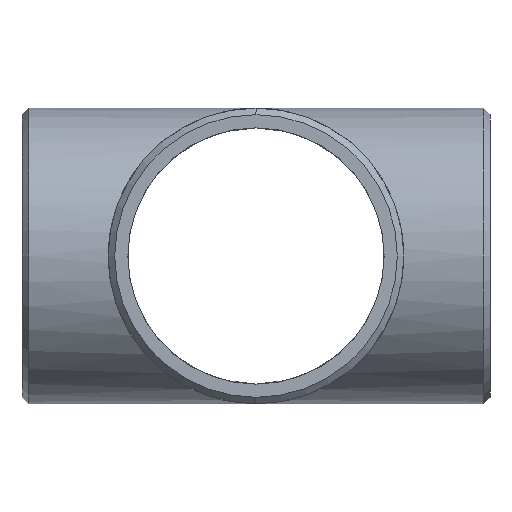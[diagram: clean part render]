
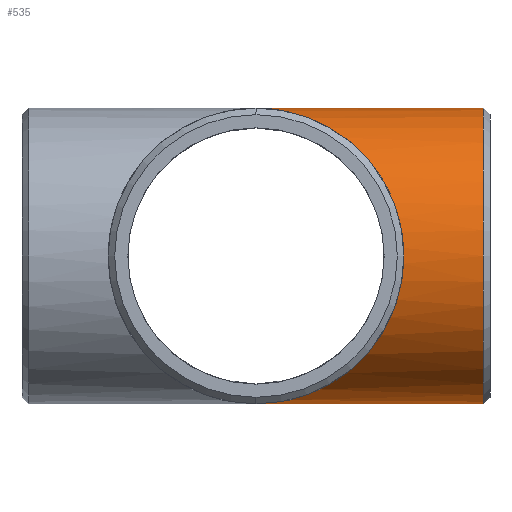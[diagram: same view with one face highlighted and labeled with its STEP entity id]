
A CAD part, left-side view. The second image highlights one B-rep face of the part: STEP entity #535.
In plain terms, the highlighted cylindrical face has radius 136.5 mm (diameter 273 mm), a partial arc.
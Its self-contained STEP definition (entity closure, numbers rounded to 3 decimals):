
#10 =( BOUNDED_CURVE ( )  B_SPLINE_CURVE ( 3, ( #116, #59, #498, #729 ),
 .UNSPECIFIED., .F., .T. ) 
 B_SPLINE_CURVE_WITH_KNOTS ( ( 4, 4 ),
 ( 4.712, 7.854 ),
 .UNSPECIFIED. ) 
 CURVE ( )  GEOMETRIC_REPRESENTATION_ITEM ( )  RATIONAL_B_SPLINE_CURVE ( ( 1., 0.333, 0.333, 1. ) ) 
 REPRESENTATION_ITEM ( '' )  );
#21 = CYLINDRICAL_SURFACE ( 'NONE', #379, 136.5 ) ;
#37 = CARTESIAN_POINT ( 'NONE',  ( 0., -209.913, 0. ) ) ;
#59 = CARTESIAN_POINT ( 'NONE',  ( -273., -273., -136.5 ) ) ;
#76 = EDGE_CURVE ( 'NONE', #398, #242, #202, .T. ) ;
#88 = DIRECTION ( 'NONE',  ( 0., 1., 0. ) ) ;
#116 = CARTESIAN_POINT ( 'NONE',  ( 0., 0., -136.5 ) ) ;
#120 = EDGE_LOOP ( 'NONE', ( #558, #693, #334, #167 ) ) ;
#135 = CIRCLE ( 'NONE', #697, 136.5 ) ;
#145 = EDGE_CURVE ( 'NONE', #398, #297, #135, .T. ) ;
#165 = EDGE_CURVE ( 'NONE', #297, #322, #348, .T. ) ;
#167 = ORIENTED_EDGE ( 'NONE', *, *, #76, .F. ) ;
#202 = LINE ( 'NONE', #591, #769 ) ;
#218 = CARTESIAN_POINT ( 'NONE',  ( 0., -216., 136.5 ) ) ;
#242 = VERTEX_POINT ( 'NONE', #360 ) ;
#270 = DIRECTION ( 'NONE',  ( 0., 1., 0. ) ) ;
#291 = EDGE_CURVE ( 'NONE', #242, #322, #10, .T. ) ;
#295 = CARTESIAN_POINT ( 'NONE',  ( 0., -209.913, 136.5 ) ) ;
#297 = VERTEX_POINT ( 'NONE', #295 ) ;
#322 = VERTEX_POINT ( 'NONE', #427 ) ;
#334 = ORIENTED_EDGE ( 'NONE', *, *, #291, .F. ) ;
#348 = LINE ( 'NONE', #218, #412 ) ;
#360 = CARTESIAN_POINT ( 'NONE',  ( 0., 0., -136.5 ) ) ;
#379 = AXIS2_PLACEMENT_3D ( 'NONE', #718, #88, #523 ) ;
#398 = VERTEX_POINT ( 'NONE', #442 ) ;
#412 = VECTOR ( 'NONE', #546, 1000. ) ;
#427 = CARTESIAN_POINT ( 'NONE',  ( 0., 0., 136.5 ) ) ;
#442 = CARTESIAN_POINT ( 'NONE',  ( 0., -209.913, -136.5 ) ) ;
#498 = CARTESIAN_POINT ( 'NONE',  ( -273., -273., 136.5 ) ) ;
#523 = DIRECTION ( 'NONE',  ( 0., 0., -1. ) ) ;
#535 = ADVANCED_FACE ( 'NONE', ( #779 ), #21, .T. ) ;
#541 = DIRECTION ( 'NONE',  ( 0., 1., 0. ) ) ;
#546 = DIRECTION ( 'NONE',  ( 0., 1., 0. ) ) ;
#558 = ORIENTED_EDGE ( 'NONE', *, *, #145, .T. ) ;
#591 = CARTESIAN_POINT ( 'NONE',  ( 0., -216., -136.5 ) ) ;
#662 = DIRECTION ( 'NONE',  ( 0., 0., -1. ) ) ;
#693 = ORIENTED_EDGE ( 'NONE', *, *, #165, .T. ) ;
#697 = AXIS2_PLACEMENT_3D ( 'NONE', #37, #270, #662 ) ;
#718 = CARTESIAN_POINT ( 'NONE',  ( 0., -216., 0. ) ) ;
#729 = CARTESIAN_POINT ( 'NONE',  ( 0., 0., 136.5 ) ) ;
#769 = VECTOR ( 'NONE', #541, 1000. ) ;
#779 = FACE_OUTER_BOUND ( 'NONE', #120, .T. ) ;
